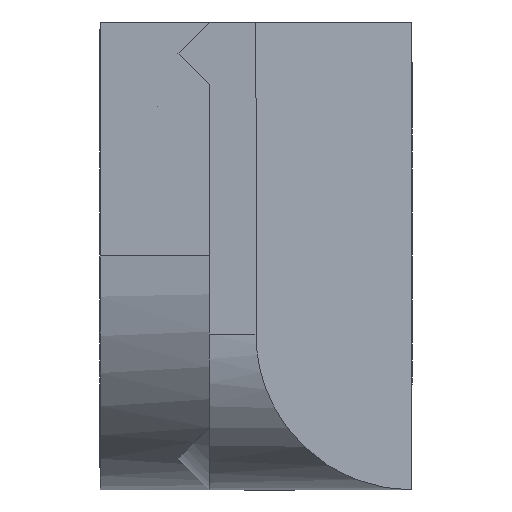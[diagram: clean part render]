
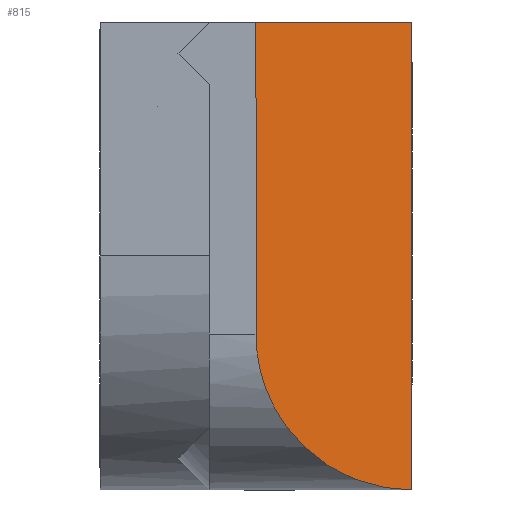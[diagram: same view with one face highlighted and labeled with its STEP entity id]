
A CAD part, left-side view. The second image highlights one B-rep face of the part: STEP entity #815.
In plain terms, the highlighted planar face has unit normal (-0.707, -0.707, 0).
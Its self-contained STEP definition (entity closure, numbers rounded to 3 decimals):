
#13 = LINE ( 'NONE', #564, #260 ) ;
#18 = ORIENTED_EDGE ( 'NONE', *, *, #463, .F. ) ;
#35 = PLANE ( 'NONE',  #622 ) ;
#78 = EDGE_CURVE ( 'NONE', #367, #800, #205, .T. ) ;
#131 = CARTESIAN_POINT ( 'NONE',  ( 0., -0.6, 6. ) ) ;
#163 = FACE_OUTER_BOUND ( 'NONE', #821, .T. ) ;
#176 = ORIENTED_EDGE ( 'NONE', *, *, #769, .T. ) ;
#205 = LINE ( 'NONE', #131, #347 ) ;
#207 = CARTESIAN_POINT ( 'NONE',  ( 0., -0.6, 2. ) ) ;
#224 = CARTESIAN_POINT ( 'NONE',  ( 0., -0.6, 0.828 ) ) ;
#238 = DIRECTION ( 'NONE',  ( 0.707, 0.707, 0. ) ) ;
#260 = VECTOR ( 'NONE', #620, 1000. ) ;
#286 = CARTESIAN_POINT ( 'NONE',  ( 0., -0.6, 2. ) ) ;
#334 = DIRECTION ( 'NONE',  ( -0.707, 0.707, 0. ) ) ;
#342 = CARTESIAN_POINT ( 'NONE',  ( 2., -2.6, 6. ) ) ;
#347 = VECTOR ( 'NONE', #490, 1000. ) ;
#351 =( BOUNDED_CURVE ( )  B_SPLINE_CURVE ( 3, ( #789, #583, #224, #286 ),
 .UNSPECIFIED., .F., .F. ) 
 B_SPLINE_CURVE_WITH_KNOTS ( ( 4, 4 ),
 ( 1.571, 3.142 ),
 .UNSPECIFIED. ) 
 CURVE ( )  GEOMETRIC_REPRESENTATION_ITEM ( )  RATIONAL_B_SPLINE_CURVE ( ( 1., 0.805, 0.805, 1. ) ) 
 REPRESENTATION_ITEM ( '' )  );
#355 = CARTESIAN_POINT ( 'NONE',  ( 2., -2.6, 6. ) ) ;
#357 = CARTESIAN_POINT ( 'NONE',  ( 2., -2.6, 0. ) ) ;
#367 = VERTEX_POINT ( 'NONE', #207 ) ;
#378 = ORIENTED_EDGE ( 'NONE', *, *, #78, .F. ) ;
#418 = VERTEX_POINT ( 'NONE', #357 ) ;
#434 = DIRECTION ( 'NONE',  ( -0.707, 0.707, 0. ) ) ;
#463 = EDGE_CURVE ( 'NONE', #418, #367, #351, .T. ) ;
#490 = DIRECTION ( 'NONE',  ( 0., 0., 1. ) ) ;
#564 = CARTESIAN_POINT ( 'NONE',  ( 2., -2.6, 6. ) ) ;
#583 = CARTESIAN_POINT ( 'NONE',  ( 0.828, -1.428, 0. ) ) ;
#616 = CARTESIAN_POINT ( 'NONE',  ( 0., -0.6, 6. ) ) ;
#620 = DIRECTION ( 'NONE',  ( 0., 0., 1. ) ) ;
#622 = AXIS2_PLACEMENT_3D ( 'NONE', #355, #238, #434 ) ;
#697 = VERTEX_POINT ( 'NONE', #884 ) ;
#713 = EDGE_CURVE ( 'NONE', #418, #697, #13, .T. ) ;
#741 = VECTOR ( 'NONE', #334, 1000. ) ;
#751 = ORIENTED_EDGE ( 'NONE', *, *, #713, .T. ) ;
#769 = EDGE_CURVE ( 'NONE', #697, #800, #896, .T. ) ;
#789 = CARTESIAN_POINT ( 'NONE',  ( 2., -2.6, 0. ) ) ;
#800 = VERTEX_POINT ( 'NONE', #616 ) ;
#815 = ADVANCED_FACE ( 'NONE', ( #163 ), #35, .F. ) ;
#821 = EDGE_LOOP ( 'NONE', ( #18, #751, #176, #378 ) ) ;
#884 = CARTESIAN_POINT ( 'NONE',  ( 2., -2.6, 6. ) ) ;
#896 = LINE ( 'NONE', #342, #741 ) ;
